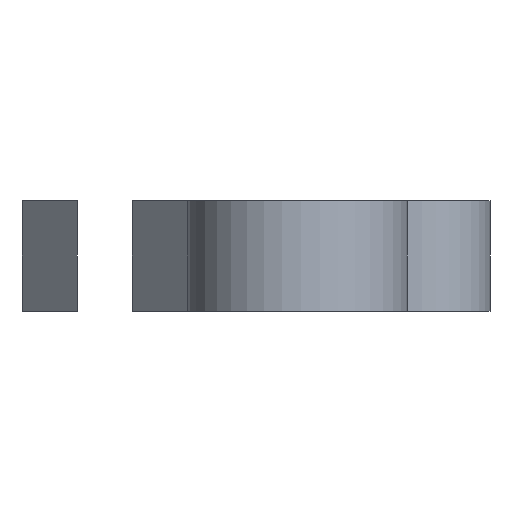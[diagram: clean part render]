
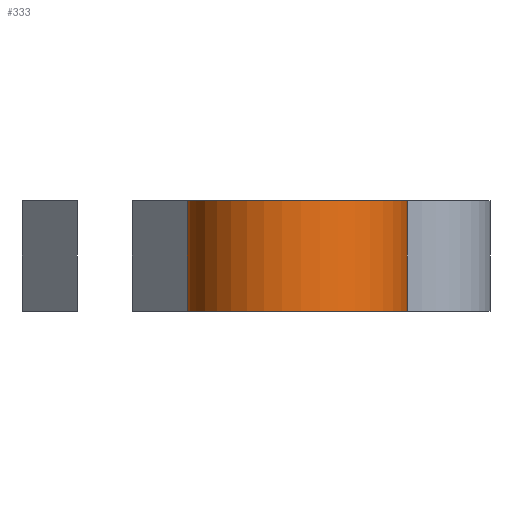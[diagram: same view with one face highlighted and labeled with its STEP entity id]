
A CAD part, left-side view. The second image highlights one B-rep face of the part: STEP entity #333.
In plain terms, the highlighted cylindrical face has radius 2 mm (diameter 4 mm), a partial arc.
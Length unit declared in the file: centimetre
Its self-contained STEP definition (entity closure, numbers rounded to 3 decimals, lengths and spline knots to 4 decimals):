
#40=FACE_OUTER_BOUND('',#59,.T.);
#59=EDGE_LOOP('',(#251,#252,#253,#254));
#84=LINE('',#510,#121);
#85=LINE('',#516,#122);
#121=VECTOR('',#418,1.);
#122=VECTOR('',#425,1.);
#158=CIRCLE('',#374,0.2);
#159=CIRCLE('',#375,0.2);
#168=VERTEX_POINT('',#506);
#169=VERTEX_POINT('',#508);
#170=VERTEX_POINT('',#512);
#171=VERTEX_POINT('',#514);
#202=EDGE_CURVE('',#168,#169,#84,.T.);
#203=EDGE_CURVE('',#170,#168,#158,.T.);
#204=EDGE_CURVE('',#171,#169,#159,.T.);
#205=EDGE_CURVE('',#170,#171,#85,.T.);
#251=ORIENTED_EDGE('',*,*,#203,.T.);
#252=ORIENTED_EDGE('',*,*,#202,.T.);
#253=ORIENTED_EDGE('',*,*,#204,.F.);
#254=ORIENTED_EDGE('',*,*,#205,.F.);
#328=CYLINDRICAL_SURFACE('',#373,0.2);
#333=ADVANCED_FACE('',(#40),#328,.T.);
#373=AXIS2_PLACEMENT_3D('',#511,#419,#420);
#374=AXIS2_PLACEMENT_3D('',#513,#421,#422);
#375=AXIS2_PLACEMENT_3D('',#515,#423,#424);
#418=DIRECTION('',(0.,0.,1.));
#419=DIRECTION('center_axis',(0.,0.,1.));
#420=DIRECTION('ref_axis',(-0.924,0.383,0.));
#421=DIRECTION('center_axis',(0.,0.,1.));
#422=DIRECTION('ref_axis',(0.707,0.707,0.));
#423=DIRECTION('center_axis',(0.,0.,1.));
#424=DIRECTION('ref_axis',(0.707,0.707,0.));
#425=DIRECTION('',(0.,0.,1.));
#506=CARTESIAN_POINT('',(0.0507,-0.2,0.));
#508=CARTESIAN_POINT('',(0.0507,-0.2,0.2));
#510=CARTESIAN_POINT('',(0.0507,-0.2,0.));
#511=CARTESIAN_POINT('Origin',(0.0507,0.,0.));
#512=CARTESIAN_POINT('',(0.1921,0.1414,0.));
#513=CARTESIAN_POINT('Origin',(0.0507,0.,0.));
#514=CARTESIAN_POINT('',(0.1921,0.1414,0.2));
#515=CARTESIAN_POINT('Origin',(0.0507,0.,0.2));
#516=CARTESIAN_POINT('',(0.1921,0.1414,0.));
